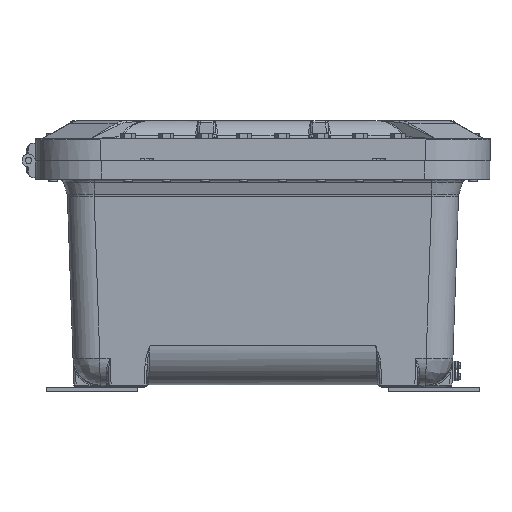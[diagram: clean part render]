
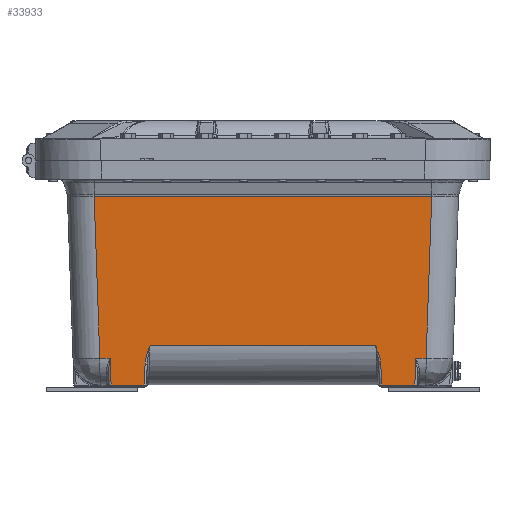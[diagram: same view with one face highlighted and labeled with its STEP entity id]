
A CAD part, front view. The second image highlights one B-rep face of the part: STEP entity #33933.
In plain terms, the highlighted planar face has unit normal (0, -0.999, -0.035).
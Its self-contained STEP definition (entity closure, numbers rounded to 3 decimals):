
#2776=LINE('',#48315,#5372);
#2808=LINE('',#49479,#5404);
#2810=LINE('',#49486,#5406);
#2884=LINE('',#50508,#5480);
#2885=LINE('',#50512,#5481);
#2897=LINE('',#50795,#5493);
#2900=LINE('',#50802,#5496);
#2901=LINE('',#50861,#5497);
#2913=LINE('',#51078,#5509);
#2914=LINE('',#51080,#5510);
#2915=LINE('',#51082,#5511);
#2916=LINE('',#51083,#5512);
#5372=VECTOR('',#39400,0.394);
#5404=VECTOR('',#39562,0.394);
#5406=VECTOR('',#39570,0.394);
#5480=VECTOR('',#39938,0.394);
#5481=VECTOR('',#39945,0.394);
#5493=VECTOR('',#40039,0.394);
#5496=VECTOR('',#40046,0.394);
#5497=VECTOR('',#40049,0.394);
#5509=VECTOR('',#40105,0.394);
#5510=VECTOR('',#40106,0.394);
#5511=VECTOR('',#40107,0.394);
#5512=VECTOR('',#40108,0.394);
#7806=PLANE('',#36619);
#8774=B_SPLINE_CURVE_WITH_KNOTS('',3,(#50498,#50499,#50500,#50501,#50502,
#50503,#50504,#50505),.UNSPECIFIED.,.F.,.F.,(4,2,1,1,4),(-0.003,
0.,1.707,2.276,2.845),.UNSPECIFIED.);
#8780=B_SPLINE_CURVE_WITH_KNOTS('',3,(#50844,#50845,#50846,#50847,#50848,
#50849,#50850,#50851),.UNSPECIFIED.,.F.,.F.,(4,1,1,2,4),(0.,
1.138,1.707,2.845,2.848),
 .UNSPECIFIED.);
#10938=FACE_OUTER_BOUND('',#13087,.T.);
#13087=EDGE_LOOP('',(#25293,#25294,#25295,#25296,#25297,#25298,#25299,#25300,
#25301,#25302,#25303,#25304,#25305,#25306));
#16484=VERTEX_POINT('',#48058);
#16499=VERTEX_POINT('',#48313);
#16558=VERTEX_POINT('',#49319);
#16569=VERTEX_POINT('',#49478);
#16571=VERTEX_POINT('',#49484);
#16665=VERTEX_POINT('',#50435);
#16669=VERTEX_POINT('',#50486);
#16671=VERTEX_POINT('',#50489);
#16688=VERTEX_POINT('',#50778);
#16690=VERTEX_POINT('',#50783);
#16694=VERTEX_POINT('',#50798);
#16696=VERTEX_POINT('',#50843);
#16714=VERTEX_POINT('',#51079);
#16715=VERTEX_POINT('',#51081);
#19692=EDGE_CURVE('',#16499,#16484,#2776,.T.);
#19799=EDGE_CURVE('',#16558,#16569,#2808,.T.);
#19803=EDGE_CURVE('',#16571,#16558,#2810,.T.);
#19981=EDGE_CURVE('',#16671,#16669,#8774,.T.);
#19983=EDGE_CURVE('',#16669,#16665,#2884,.T.);
#19985=EDGE_CURVE('',#16665,#16571,#2885,.T.);
#20028=EDGE_CURVE('',#16688,#16690,#2897,.T.);
#20032=EDGE_CURVE('',#16690,#16694,#2900,.T.);
#20033=EDGE_CURVE('',#16694,#16696,#8780,.T.);
#20035=EDGE_CURVE('',#16484,#16688,#2901,.T.);
#20067=EDGE_CURVE('',#16696,#16671,#2913,.T.);
#20068=EDGE_CURVE('',#16714,#16499,#2914,.T.);
#20069=EDGE_CURVE('',#16715,#16714,#2915,.T.);
#20070=EDGE_CURVE('',#16569,#16715,#2916,.T.);
#25293=ORIENTED_EDGE('',*,*,#19981,.F.);
#25294=ORIENTED_EDGE('',*,*,#20067,.F.);
#25295=ORIENTED_EDGE('',*,*,#20033,.F.);
#25296=ORIENTED_EDGE('',*,*,#20032,.F.);
#25297=ORIENTED_EDGE('',*,*,#20028,.F.);
#25298=ORIENTED_EDGE('',*,*,#20035,.F.);
#25299=ORIENTED_EDGE('',*,*,#19692,.F.);
#25300=ORIENTED_EDGE('',*,*,#20068,.F.);
#25301=ORIENTED_EDGE('',*,*,#20069,.F.);
#25302=ORIENTED_EDGE('',*,*,#20070,.F.);
#25303=ORIENTED_EDGE('',*,*,#19799,.F.);
#25304=ORIENTED_EDGE('',*,*,#19803,.F.);
#25305=ORIENTED_EDGE('',*,*,#19985,.F.);
#25306=ORIENTED_EDGE('',*,*,#19983,.F.);
#33933=ADVANCED_FACE('',(#10938),#7806,.T.);
#36619=AXIS2_PLACEMENT_3D('',#51077,#40103,#40104);
#39400=DIRECTION('',(-1.,0.,0.));
#39562=DIRECTION('',(-1.,0.,0.));
#39570=DIRECTION('',(-0.035,-0.035,0.999));
#39938=DIRECTION('',(-0.035,0.035,-0.999));
#39945=DIRECTION('',(-1.,0.,0.));
#40039=DIRECTION('',(-1.,0.,0.));
#40046=DIRECTION('',(-0.035,-0.035,0.999));
#40049=DIRECTION('',(-0.035,0.035,-0.999));
#40103=DIRECTION('center_axis',(0.,-0.999,-0.035));
#40104=DIRECTION('ref_axis',(0.,0.035,-0.999));
#40105=DIRECTION('',(-1.,0.,0.));
#40106=DIRECTION('',(-0.035,0.035,-0.999));
#40107=DIRECTION('',(1.,0.,0.));
#40108=DIRECTION('',(-0.035,-0.035,0.999));
#48058=CARTESIAN_POINT('',(8.898,-19.06,1.563));
#48313=CARTESIAN_POINT('',(9.501,-19.06,1.563));
#48315=CARTESIAN_POINT('',(-5.734,-19.06,1.563));
#49319=CARTESIAN_POINT('',(-8.898,-19.06,1.563));
#49478=CARTESIAN_POINT('',(-9.501,-19.06,1.563));
#49479=CARTESIAN_POINT('',(-5.734,-19.06,1.563));
#49484=CARTESIAN_POINT('',(-8.844,-19.005,-0.004));
#49486=CARTESIAN_POINT('',(-9.052,-19.213,5.971));
#50435=CARTESIAN_POINT('',(-6.906,-19.005,-0.004));
#50486=CARTESIAN_POINT('',(-6.864,-19.047,1.212));
#50489=CARTESIAN_POINT('',(-6.576,-19.085,2.292));
#50498=CARTESIAN_POINT('Ctrl Pts',(-6.576,-19.085,
2.292));
#50499=CARTESIAN_POINT('Ctrl Pts',(-6.576,-19.085,
2.292));
#50500=CARTESIAN_POINT('Ctrl Pts',(-6.577,-19.085,
2.291));
#50501=CARTESIAN_POINT('Ctrl Pts',(-6.655,-19.078,
2.081));
#50502=CARTESIAN_POINT('Ctrl Pts',(-6.76,-19.068,
1.801));
#50503=CARTESIAN_POINT('Ctrl Pts',(-6.844,-19.055,
1.436));
#50504=CARTESIAN_POINT('Ctrl Pts',(-6.861,-19.05,
1.287));
#50505=CARTESIAN_POINT('Ctrl Pts',(-6.864,-19.047,
1.212));
#50508=CARTESIAN_POINT('',(-6.704,-19.207,5.783));
#50512=CARTESIAN_POINT('',(-10.161,-19.005,-0.004));
#50778=CARTESIAN_POINT('',(8.844,-19.005,-0.004));
#50783=CARTESIAN_POINT('',(6.906,-19.005,-0.004));
#50795=CARTESIAN_POINT('',(-1.308,-19.005,-0.004));
#50798=CARTESIAN_POINT('',(6.864,-19.047,1.212));
#50802=CARTESIAN_POINT('',(6.688,-19.223,6.245));
#50843=CARTESIAN_POINT('',(6.576,-19.085,2.292));
#50844=CARTESIAN_POINT('Ctrl Pts',(6.864,-19.047,1.212));
#50845=CARTESIAN_POINT('Ctrl Pts',(6.859,-19.053,1.362));
#50846=CARTESIAN_POINT('Ctrl Pts',(6.815,-19.06,1.584));
#50847=CARTESIAN_POINT('Ctrl Pts',(6.707,-19.073,1.941));
#50848=CARTESIAN_POINT('Ctrl Pts',(6.629,-19.08,2.151));
#50849=CARTESIAN_POINT('Ctrl Pts',(6.577,-19.085,2.291));
#50850=CARTESIAN_POINT('Ctrl Pts',(6.576,-19.085,2.292));
#50851=CARTESIAN_POINT('Ctrl Pts',(6.576,-19.085,2.292));
#50861=CARTESIAN_POINT('',(9.037,-19.198,5.528));
#51077=CARTESIAN_POINT('Origin',(-11.469,-19.423,11.97));
#51078=CARTESIAN_POINT('',(-5.734,-19.085,2.292));
#51079=CARTESIAN_POINT('',(9.829,-19.388,10.966));
#51080=CARTESIAN_POINT('',(9.852,-19.411,11.626));
#51081=CARTESIAN_POINT('',(-9.829,-19.388,10.966));
#51082=CARTESIAN_POINT('',(-9.829,-19.388,10.966));
#51083=CARTESIAN_POINT('',(-9.842,-19.401,11.347));
